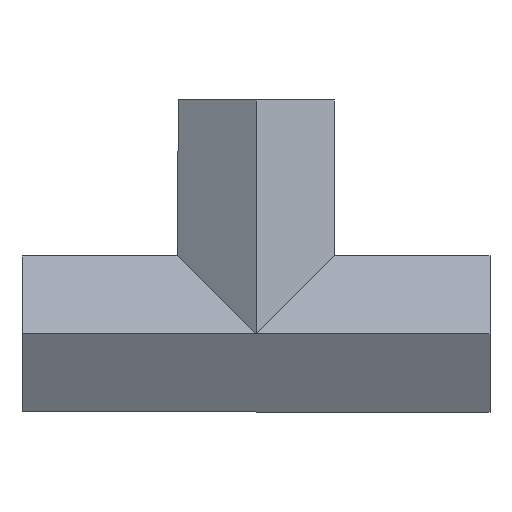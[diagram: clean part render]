
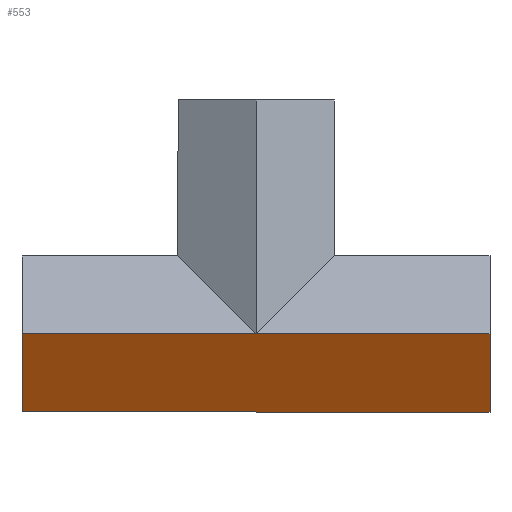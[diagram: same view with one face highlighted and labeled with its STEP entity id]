
A CAD part, front view. The second image highlights one B-rep face of the part: STEP entity #553.
In plain terms, the highlighted planar face has unit normal (0, -0.866, -0.5).
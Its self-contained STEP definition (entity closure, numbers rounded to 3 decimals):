
#40=PLANE('',#607);
#68=FACE_OUTER_BOUND('',#99,.T.);
#99=EDGE_LOOP('',(#506,#507,#508,#509,#510));
#153=LINE('',#866,#218);
#160=LINE('',#880,#225);
#164=LINE('',#888,#229);
#171=LINE('',#901,#236);
#174=LINE('',#906,#239);
#218=VECTOR('',#710,10.);
#225=VECTOR('',#723,10.);
#229=VECTOR('',#731,10.);
#236=VECTOR('',#740,10.);
#239=VECTOR('',#747,10.);
#282=VERTEX_POINT('',#859);
#283=VERTEX_POINT('',#865);
#287=VERTEX_POINT('',#879);
#289=VERTEX_POINT('',#887);
#294=VERTEX_POINT('',#900);
#348=EDGE_CURVE('',#283,#282,#153,.T.);
#355=EDGE_CURVE('',#287,#283,#160,.T.);
#359=EDGE_CURVE('',#287,#289,#164,.T.);
#366=EDGE_CURVE('',#289,#294,#171,.T.);
#369=EDGE_CURVE('',#282,#294,#174,.T.);
#506=ORIENTED_EDGE('',*,*,#348,.T.);
#507=ORIENTED_EDGE('',*,*,#369,.T.);
#508=ORIENTED_EDGE('',*,*,#366,.F.);
#509=ORIENTED_EDGE('',*,*,#359,.F.);
#510=ORIENTED_EDGE('',*,*,#355,.T.);
#553=ADVANCED_FACE('',(#68),#40,.T.);
#607=AXIS2_PLACEMENT_3D('',#907,#748,#749);
#710=DIRECTION('',(-1.,0.,0.));
#723=DIRECTION('',(0.,-0.5,0.866));
#731=DIRECTION('',(-1.,0.,0.));
#740=DIRECTION('',(0.,-0.5,0.866));
#747=DIRECTION('',(-1.,0.,0.));
#748=DIRECTION('center_axis',(0.,-0.866,
-0.5));
#749=DIRECTION('ref_axis',(0.,-0.5,0.866));
#859=CARTESIAN_POINT('',(30.,-11.547,0.));
#865=CARTESIAN_POINT('',(60.,-11.547,0.));
#866=CARTESIAN_POINT('',(30.,-11.547,0.));
#879=CARTESIAN_POINT('',(60.,-5.774,-10.));
#880=CARTESIAN_POINT('',(60.,-5.774,-10.));
#887=CARTESIAN_POINT('',(0.,-5.774,-10.));
#888=CARTESIAN_POINT('',(30.,-5.774,-10.));
#900=CARTESIAN_POINT('',(0.,-11.547,0.));
#901=CARTESIAN_POINT('',(0.,-11.547,0.));
#906=CARTESIAN_POINT('',(30.,-11.547,0.));
#907=CARTESIAN_POINT('Origin',(30.,-5.774,-10.));
